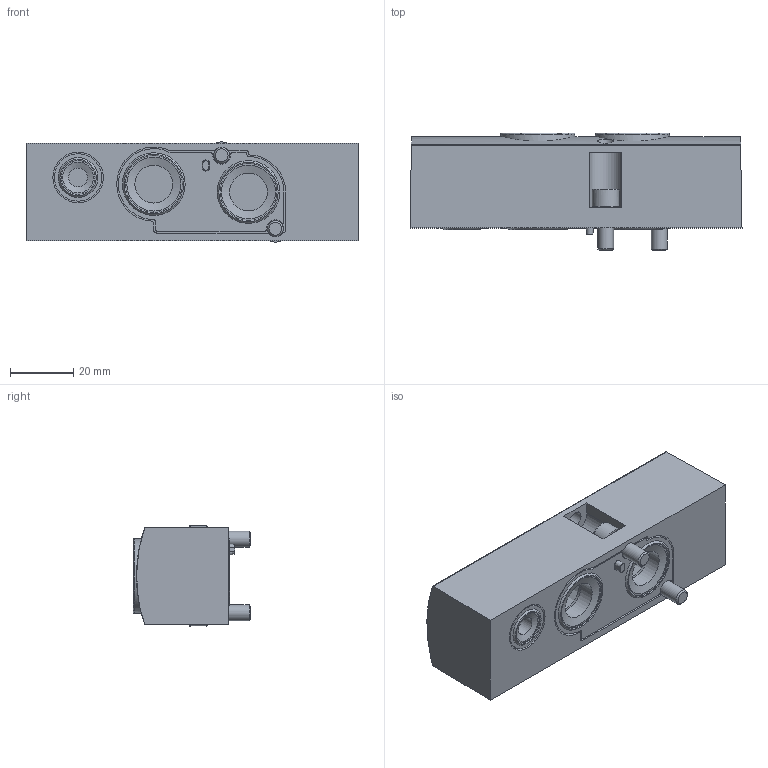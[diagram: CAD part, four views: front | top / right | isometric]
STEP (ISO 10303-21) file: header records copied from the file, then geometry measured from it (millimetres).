
FILE_DESCRIPTION(/* description */ ('STEP AP214'),/* implementation_level */ '2;1');
FILE_NAME(/* name */ '8026336_VABB-B10-30-E-P3',/* time_stamp */ '2024-09-15T16:37:56+02:00',/* author */ ('License CC BY-ND 4.0'),/* organization */ ('CADENAS'),/* preprocessor_version */ 'ST-DEVELOPER v19.3',/* originating_system */ 'PARTsolutions',/* authorisation */ ' ');
FILE_SCHEMA (('AUTOMOTIVE_DESIGN {1 0 10303 214 3 1 1}'));
Length unit declared in the file: millimetre
Products named in the file (5): 8026336 VABB-B10-30-E-P3; 8026336 VABB-B10-30-E-P3---(P); 2846556 F-M5x14-10.9; 1354302 VUVS-G18---(S); 1841579 VUVS-G38-2---(S)
Assembly tree (5 placements, depth 2):
  8026336 VABB-B10-30-E-P3
    8026336 VABB-B10-30-E-P3---(P)
    2846556 F-M5x14-10.9  x2
    1354302 VUVS-G18---(S)
    1841579 VUVS-G38-2---(S)
Bounding box: 105.2 x 37.15 x 31.8 mm (x, y, z)
Volume: 79526.2 mm3; surface area: 22481.7 mm2
Topology: 5 solids, 5 shells, 192 faces, 452 edges, 289 vertices
Faces by surface type: plane 91, cylinder 58, cone 33, torus 10
Full cylindrical faces by diameter (mm): 4.75 x2, 5 x2, 5.2 x4, 6 x1, 8.5 x2, 8.9 x1, 10.8 x1, 12 x2, 15 x1, 15.1 x2, 16 x1, 18.1 x2
Entity records: 4353 total; most frequent: DIRECTION 775, CARTESIAN_POINT 767, ORIENTED_EDGE 600, AXIS2_PLACEMENT_3D 322, EDGE_CURVE 300, FACE_BOUND 244, EDGE_LOOP 243, VERTEX_POINT 224
